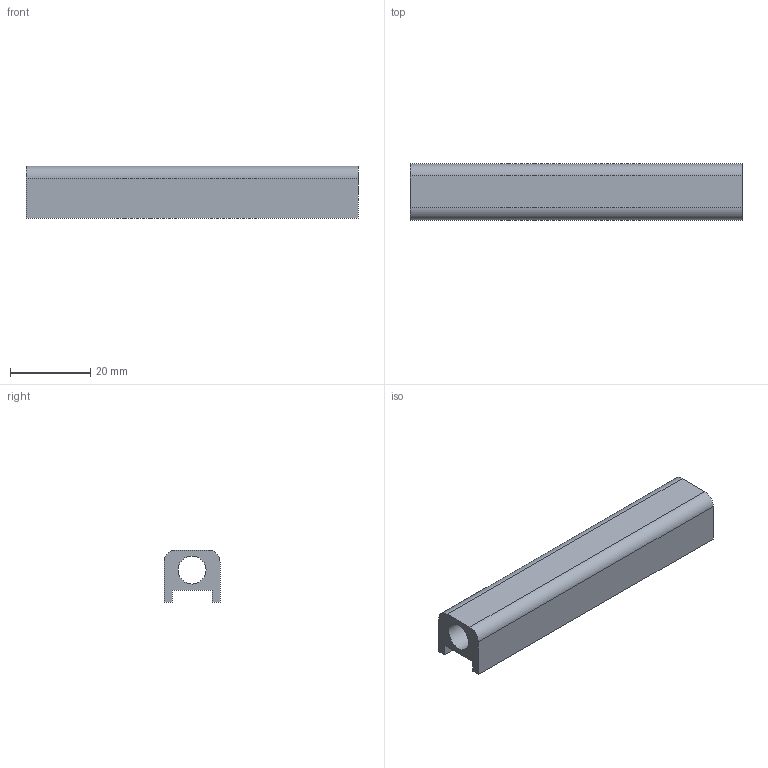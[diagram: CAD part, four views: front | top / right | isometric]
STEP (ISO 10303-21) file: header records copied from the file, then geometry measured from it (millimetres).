
FILE_DESCRIPTION(/* description */ (''),/* implementation_level */ '2;1');
FILE_NAME(/* name */ 'Compartment_Battery_Mount-P1.prt.step',/* time_stamp */ '2021-10-25T16:23:35+01:00',/* author */ (''),/* organization */ (''),/* preprocessor_version */ 'ST-DEVELOPER v15',/* originating_system */ 'SIEMENS PLM Software NX 9.0',/* authorisation */ '');
FILE_SCHEMA (('AUTOMOTIVE_DESIGN { 1 0 10303 214 3 1 1 1 }'));
Length unit declared in the file: millimetre
Products named in the file (1): Compartment_Battery_Mount-P1
Bounding box: 83 x 14 x 13 mm (x, y, z)
Volume: 9101.2 mm3; surface area: 6810.8 mm2
Topology: 1 solids, 1 shells, 13 faces, 34 edges, 23 vertices
Faces by surface type: plane 10, cylinder 3
Full cylindrical faces by diameter (mm): 7 x1
Entity records: 416 total; most frequent: CARTESIAN_POINT 68, DIRECTION 66, ORIENTED_EDGE 64, EDGE_CURVE 32, LINE 26, VECTOR 26, VERTEX_POINT 22, AXIS2_PLACEMENT_3D 20
